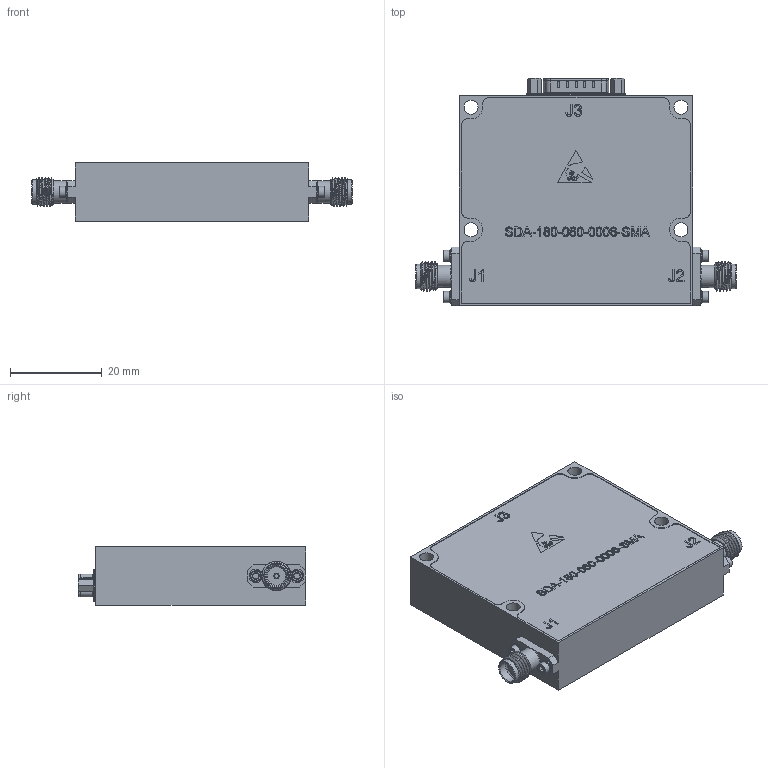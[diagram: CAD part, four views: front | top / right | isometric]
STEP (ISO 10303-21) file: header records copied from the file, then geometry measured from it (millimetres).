
FILE_DESCRIPTION (( 'STEP AP203' ), '1' );
FILE_NAME ('SDA-180-060-0006-SMA_3D.step', '2021-03-05T17:44:55', ( '' ), ( '' ), 'SwSTEP 2.0', 'SolidWorks 2020', '' );
FILE_SCHEMA (( 'CONFIG_CONTROL_DESIGN' ));
Products named in the file (1): SDA-180-060-0006-SMA_3D
Bounding box: 69.85 x 49.48 x 12.7 mm (x, y, z)
Volume: 29482.1 mm3; surface area: 8757.6 mm2
Topology: 1 solids, 7 shells, 822 faces, 2062 edges, 1329 vertices
Faces by surface type: plane 395, bspline 224, cylinder 110, cone 60, torus 18, sphere 15
Full cylindrical faces by diameter (mm): 0.545 x15, 0.94 x2, 1.19 x1, 1.194 x4, 1.246 x1, 1.524 x12, 1.744 x2, 1.854 x4, 2.438 x4, 2.54 x2, 2.946 x4, 3.048 x4, 4.521 x2, 4.826 x2, 5.334 x2
Entity records: 38707 total; most frequent: CARTESIAN_POINT 21537, ORIENTED_EDGE 3724, DIRECTION 2820, EDGE_CURVE 1862, VERTEX_POINT 1248, LINE 1054, VECTOR 1054, EDGE_LOOP 1020
